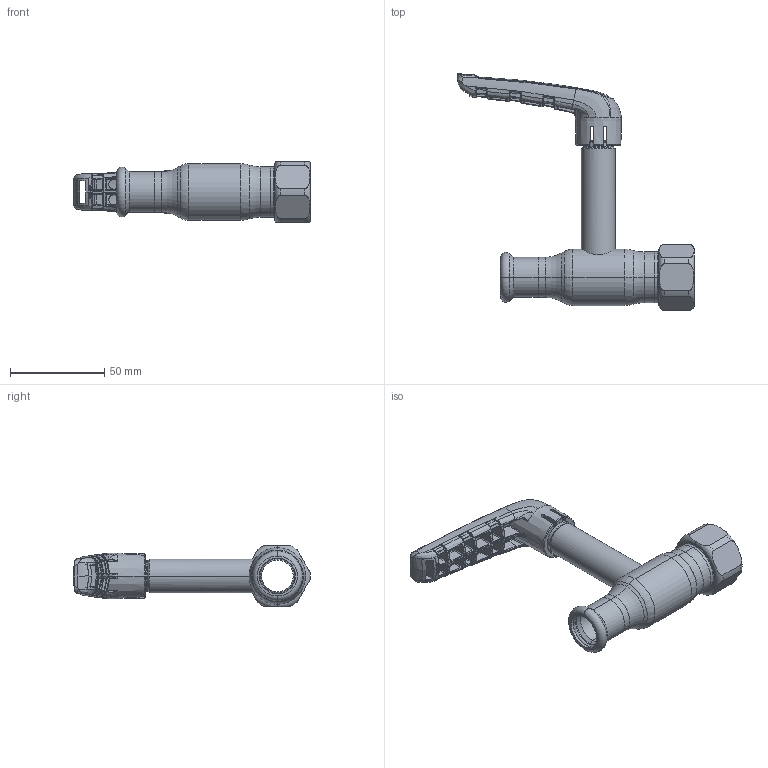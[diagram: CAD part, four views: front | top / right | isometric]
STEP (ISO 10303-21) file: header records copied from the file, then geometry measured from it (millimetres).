
FILE_DESCRIPTION (( 'STEP AP214' ), '1' );
FILE_NAME ('XPR11001 DN15 G34 x 18.step', '2018-09-14T10:35:05', ( '' ), ( '' ), 'SwSTEP 2.0', 'SolidWorks 2017', '' );
FILE_SCHEMA (( 'AUTOMOTIVE_DESIGN' ));
Length unit declared in the file: millimetre
Products named in the file (1): XPR11001 DN15 G34 x 18
Bounding box: 125.78 x 125.57 x 32 mm (x, y, z)
Surface area: 26362.4 mm2 (no closed solid volume)
Topology: 0 solids, 9 shells, 779 faces, 2411 edges, 1526 vertices
Faces by surface type: bspline 628, plane 58, cylinder 40, cone 28, torus 25
Entity records: 57501 total; most frequent: CARTESIAN_POINT 33411, ORIENTED_EDGE 4048, EDGE_CURVE 2387, B_SPLINE_CURVE_WITH_KNOTS 1666, DIRECTION 1568, VERTEX_POINT 1526, EDGE_LOOP 803, UNCERTAINTY_MEASURE_WITH_UNIT 781
